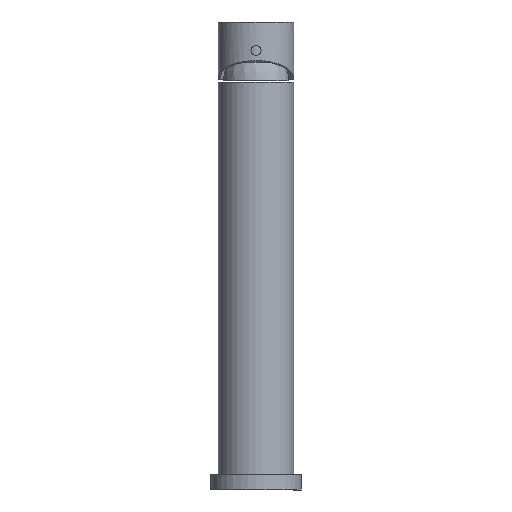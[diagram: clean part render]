
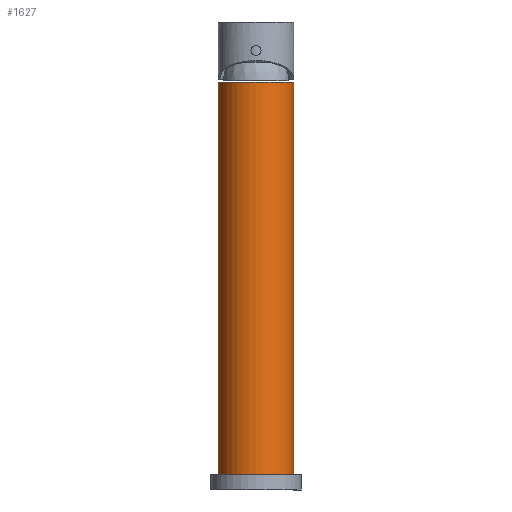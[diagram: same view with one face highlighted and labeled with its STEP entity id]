
A CAD part, left-side view. The second image highlights one B-rep face of the part: STEP entity #1627.
In plain terms, the highlighted cylindrical face has radius 22.5 mm (diameter 45 mm), a full revolution.
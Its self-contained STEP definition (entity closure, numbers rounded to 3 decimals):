
#32=B_SPLINE_CURVE_WITH_KNOTS('',3,(#2813,#2814,#2815,#2816,#2817,#2818,
#2819,#2820,#2821,#2822,#2823,#2824,#2825,#2826,#2827,#2828,#2829,#2830,
#2831),.UNSPECIFIED.,.F.,.F.,(4,2,2,2,3,2,2,2,4),(-0.458,-0.342,
-0.226,-0.113,0.,0.113,
0.226,0.342,0.458),.UNSPECIFIED.);
#33=B_SPLINE_CURVE_WITH_KNOTS('',3,(#2834,#2835,#2836,#2837,#2838,#2839,
#2840,#2841,#2842,#2843,#2844,#2845,#2846,#2847,#2848,#2849,#2850,#2851),
 .UNSPECIFIED.,.F.,.F.,(4,2,2,2,2,2,2,2,4),(-1.369,-1.253,
-1.137,-1.024,-0.911,-0.798,
-0.685,-0.569,-0.453),.UNSPECIFIED.);
#173=LINE('',#2811,#252);
#252=VECTOR('',#2214,22.5);
#326=CYLINDRICAL_SURFACE('',#1889,22.5);
#364=FACE_BOUND('',#508,.T.);
#392=FACE_OUTER_BOUND('',#507,.T.);
#507=EDGE_LOOP('',(#1179,#1180,#1181,#1182));
#508=EDGE_LOOP('',(#1183,#1184,#1185,#1186));
#609=CIRCLE('',#1853,22.5);
#631=CIRCLE('',#1888,22.5);
#632=CIRCLE('',#1890,22.5);
#633=CIRCLE('',#1891,22.5);
#728=VERTEX_POINT('',#2703);
#749=VERTEX_POINT('',#2803);
#750=VERTEX_POINT('',#2804);
#751=VERTEX_POINT('',#2809);
#752=VERTEX_POINT('',#2812);
#753=VERTEX_POINT('',#2832);
#878=EDGE_CURVE('',#728,#728,#609,.T.);
#909=EDGE_CURVE('',#749,#750,#631,.T.);
#912=EDGE_CURVE('',#751,#751,#632,.T.);
#913=EDGE_CURVE('',#751,#728,#173,.T.);
#914=EDGE_CURVE('',#750,#752,#32,.T.);
#915=EDGE_CURVE('',#753,#752,#633,.T.);
#916=EDGE_CURVE('',#753,#749,#33,.T.);
#1179=ORIENTED_EDGE('',*,*,#912,.F.);
#1180=ORIENTED_EDGE('',*,*,#913,.T.);
#1181=ORIENTED_EDGE('',*,*,#878,.F.);
#1182=ORIENTED_EDGE('',*,*,#913,.F.);
#1183=ORIENTED_EDGE('',*,*,#909,.T.);
#1184=ORIENTED_EDGE('',*,*,#914,.T.);
#1185=ORIENTED_EDGE('',*,*,#915,.F.);
#1186=ORIENTED_EDGE('',*,*,#916,.T.);
#1627=ADVANCED_FACE('',(#392,#364),#326,.T.);
#1853=AXIS2_PLACEMENT_3D('',#2704,#2129,#2130);
#1888=AXIS2_PLACEMENT_3D('',#2805,#2206,#2207);
#1889=AXIS2_PLACEMENT_3D('',#2808,#2210,#2211);
#1890=AXIS2_PLACEMENT_3D('',#2810,#2212,#2213);
#1891=AXIS2_PLACEMENT_3D('',#2833,#2215,#2216);
#2129=DIRECTION('center_axis',(0.,-1.,0.));
#2130=DIRECTION('ref_axis',(1.,0.,0.));
#2206=DIRECTION('center_axis',(0.,1.,0.));
#2207=DIRECTION('ref_axis',(1.,0.,0.));
#2210=DIRECTION('center_axis',(0.,1.,0.));
#2211=DIRECTION('ref_axis',(1.,0.,0.));
#2212=DIRECTION('center_axis',(0.,1.,0.));
#2213=DIRECTION('ref_axis',(1.,0.,0.));
#2214=DIRECTION('',(0.,-1.,0.));
#2215=DIRECTION('center_axis',(0.,1.,0.));
#2216=DIRECTION('ref_axis',(0.988,0.,0.156));
#2703=CARTESIAN_POINT('',(-22.5,0.,0.));
#2704=CARTESIAN_POINT('Origin',(0.,0.,0.));
#2803=CARTESIAN_POINT('',(22.226,167.,3.5));
#2804=CARTESIAN_POINT('',(22.226,167.,-3.5));
#2805=CARTESIAN_POINT('Origin',(0.,167.,0.));
#2808=CARTESIAN_POINT('Origin',(0.,-11.7,0.));
#2809=CARTESIAN_POINT('',(-22.5,234.,0.));
#2810=CARTESIAN_POINT('Origin',(0.,234.,0.));
#2811=CARTESIAN_POINT('',(-22.5,-11.7,0.));
#2812=CARTESIAN_POINT('',(22.226,161.,-3.5));
#2813=CARTESIAN_POINT('Ctrl Pts',(22.226,167.,-3.5));
#2814=CARTESIAN_POINT('Ctrl Pts',(22.166,167.,-3.881));
#2815=CARTESIAN_POINT('Ctrl Pts',(22.092,166.923,-4.285));
#2816=CARTESIAN_POINT('Ctrl Pts',(21.935,166.614,-5.026));
#2817=CARTESIAN_POINT('Ctrl Pts',(21.853,166.381,-5.364));
#2818=CARTESIAN_POINT('Ctrl Pts',(21.716,165.848,-5.892));
#2819=CARTESIAN_POINT('Ctrl Pts',(21.652,165.514,-6.12));
#2820=CARTESIAN_POINT('Ctrl Pts',(21.564,164.778,-6.424));
#2821=CARTESIAN_POINT('Ctrl Pts',(21.541,164.377,-6.5));
#2822=CARTESIAN_POINT('Ctrl Pts',(21.541,164.,-6.5));
#2823=CARTESIAN_POINT('Ctrl Pts',(21.541,163.623,-6.5));
#2824=CARTESIAN_POINT('Ctrl Pts',(21.564,163.222,-6.424));
#2825=CARTESIAN_POINT('Ctrl Pts',(21.652,162.486,-6.12));
#2826=CARTESIAN_POINT('Ctrl Pts',(21.716,162.152,-5.892));
#2827=CARTESIAN_POINT('Ctrl Pts',(21.853,161.619,-5.364));
#2828=CARTESIAN_POINT('Ctrl Pts',(21.935,161.386,-5.026));
#2829=CARTESIAN_POINT('Ctrl Pts',(22.092,161.077,-4.285));
#2830=CARTESIAN_POINT('Ctrl Pts',(22.166,161.,-3.881));
#2831=CARTESIAN_POINT('Ctrl Pts',(22.226,161.,-3.5));
#2832=CARTESIAN_POINT('',(22.226,161.,3.5));
#2833=CARTESIAN_POINT('Origin',(0.,161.,0.));
#2834=CARTESIAN_POINT('Ctrl Pts',(22.226,161.,3.5));
#2835=CARTESIAN_POINT('Ctrl Pts',(22.166,161.,3.881));
#2836=CARTESIAN_POINT('Ctrl Pts',(22.092,161.077,4.285));
#2837=CARTESIAN_POINT('Ctrl Pts',(21.935,161.386,5.026));
#2838=CARTESIAN_POINT('Ctrl Pts',(21.853,161.619,5.364));
#2839=CARTESIAN_POINT('Ctrl Pts',(21.716,162.152,5.892));
#2840=CARTESIAN_POINT('Ctrl Pts',(21.652,162.486,6.12));
#2841=CARTESIAN_POINT('Ctrl Pts',(21.564,163.222,6.424));
#2842=CARTESIAN_POINT('Ctrl Pts',(21.541,163.623,6.5));
#2843=CARTESIAN_POINT('Ctrl Pts',(21.541,164.377,6.5));
#2844=CARTESIAN_POINT('Ctrl Pts',(21.564,164.778,6.424));
#2845=CARTESIAN_POINT('Ctrl Pts',(21.652,165.514,6.12));
#2846=CARTESIAN_POINT('Ctrl Pts',(21.716,165.848,5.892));
#2847=CARTESIAN_POINT('Ctrl Pts',(21.853,166.381,5.364));
#2848=CARTESIAN_POINT('Ctrl Pts',(21.935,166.614,5.026));
#2849=CARTESIAN_POINT('Ctrl Pts',(22.092,166.923,4.285));
#2850=CARTESIAN_POINT('Ctrl Pts',(22.166,167.,3.881));
#2851=CARTESIAN_POINT('Ctrl Pts',(22.226,167.,3.5));
